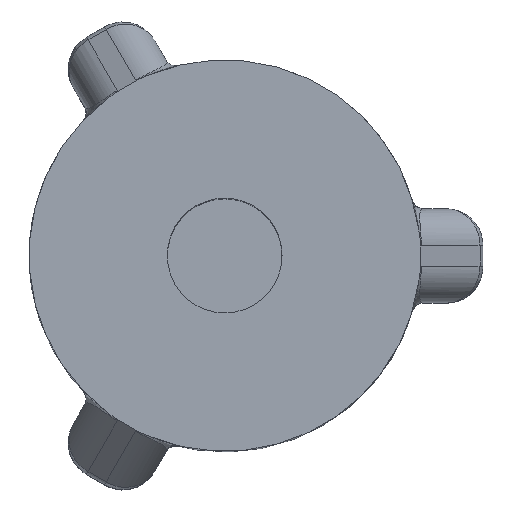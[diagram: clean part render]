
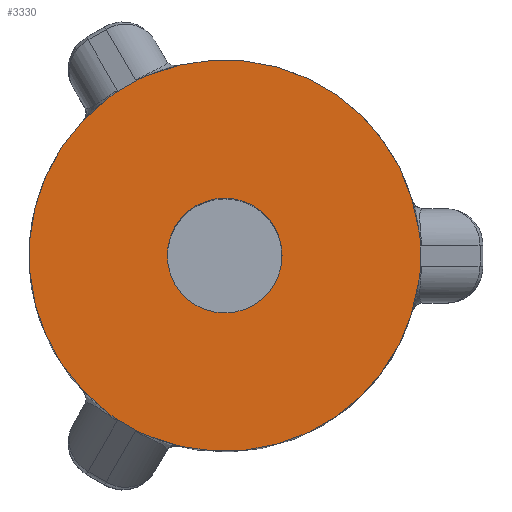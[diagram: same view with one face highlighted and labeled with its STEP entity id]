
A CAD part, top view. The second image highlights one B-rep face of the part: STEP entity #3330.
In plain terms, the highlighted planar face has unit normal (0, 0, 1).
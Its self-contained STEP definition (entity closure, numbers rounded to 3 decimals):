
#3 = LINE ( 'NONE', #289, #3215 ) ;
#21 = B_SPLINE_CURVE_WITH_KNOTS ( 'NONE', 3,
 ( #2131, #1539, #2663, #2358 ),
 .UNSPECIFIED., .F., .F.,
 ( 4, 4 ),
 ( 0., 0. ),
 .UNSPECIFIED. ) ;
#54 = VECTOR ( 'NONE', #1011, 1000. ) ;
#58 = CARTESIAN_POINT ( 'NONE',  ( 3.718, -0.491, 0. ) ) ;
#100 = CARTESIAN_POINT ( 'NONE',  ( -2.284, 2.974, 0. ) ) ;
#123 = CIRCLE ( 'NONE', #2255, 1.1 ) ;
#152 = B_SPLINE_CURVE_WITH_KNOTS ( 'NONE', 3,
 ( #3626, #2437, #999, #391 ),
 .UNSPECIFIED., .F., .F.,
 ( 4, 4 ),
 ( 0., 0. ),
 .UNSPECIFIED. ) ;
#190 = VECTOR ( 'NONE', #3447, 1000. ) ;
#200 = CARTESIAN_POINT ( 'NONE',  ( 3.718, 0.491, 0. ) ) ;
#212 = FACE_OUTER_BOUND ( 'NONE', #2981, .T. ) ;
#215 = AXIS2_PLACEMENT_3D ( 'NONE', #2624, #2056, #916 ) ;
#255 = AXIS2_PLACEMENT_3D ( 'NONE', #1969, #2489, #1936 ) ;
#258 = EDGE_CURVE ( 'NONE', #956, #3417, #341, .T. ) ;
#260 = VERTEX_POINT ( 'NONE', #3254 ) ;
#268 = ORIENTED_EDGE ( 'NONE', *, *, #2316, .T. ) ;
#275 = CARTESIAN_POINT ( 'NONE',  ( -1.434, -3.465, 0. ) ) ;
#289 = CARTESIAN_POINT ( 'NONE',  ( -1.096, 3.698, 0. ) ) ;
#336 = EDGE_CURVE ( 'NONE', #511, #2819, #1153, .T. ) ;
#341 = CIRCLE ( 'NONE', #215, 3.75 ) ;
#391 = CARTESIAN_POINT ( 'NONE',  ( -2.284, 2.974, 0. ) ) ;
#416 = CARTESIAN_POINT ( 'NONE',  ( -1.567, -3.416, 0. ) ) ;
#463 = CARTESIAN_POINT ( 'NONE',  ( 3.75, -0.9, 0. ) ) ;
#511 = VERTEX_POINT ( 'NONE', #2426 ) ;
#524 = EDGE_CURVE ( 'NONE', #3172, #1375, #1860, .T. ) ;
#541 = CARTESIAN_POINT ( 'NONE',  ( -2.654, -2.798, 0. ) ) ;
#629 = DIRECTION ( 'NONE',  ( 0., 0., 1. ) ) ;
#632 = VERTEX_POINT ( 'NONE', #3316 ) ;
#683 = CARTESIAN_POINT ( 'NONE',  ( -1.1, 0., 0. ) ) ;
#686 = EDGE_CURVE ( 'NONE', #1375, #3364, #21, .T. ) ;
#750 = CARTESIAN_POINT ( 'NONE',  ( -1.434, 3.465, 0. ) ) ;
#756 = ORIENTED_EDGE ( 'NONE', *, *, #2052, .T. ) ;
#785 = CARTESIAN_POINT ( 'NONE',  ( -1.567, 3.416, 0. ) ) ;
#897 = CARTESIAN_POINT ( 'NONE',  ( -1.434, 3.465, 0. ) ) ;
#916 = DIRECTION ( 'NONE',  ( 1., 0., 0. ) ) ;
#932 = CARTESIAN_POINT ( 'NONE',  ( 3.727, -0.42, 0. ) ) ;
#956 = VERTEX_POINT ( 'NONE', #1244 ) ;
#994 = LINE ( 'NONE', #463, #54 ) ;
#999 = CARTESIAN_POINT ( 'NONE',  ( -2.228, 3.018, 0. ) ) ;
#1006 = DIRECTION ( 'NONE',  ( 1., 0., 0. ) ) ;
#1011 = DIRECTION ( 'NONE',  ( 0., 1., 0. ) ) ;
#1021 = CARTESIAN_POINT ( 'NONE',  ( -1.632, -3.388, 0. ) ) ;
#1029 = EDGE_CURVE ( 'NONE', #2332, #2535, #123, .T. ) ;
#1064 = FACE_BOUND ( 'NONE', #2940, .T. ) ;
#1080 = EDGE_CURVE ( 'NONE', #2819, #2788, #994, .T. ) ;
#1090 = CARTESIAN_POINT ( 'NONE',  ( -1.632, 3.388, 0. ) ) ;
#1130 = CARTESIAN_POINT ( 'NONE',  ( -1.5, 3.438, 0. ) ) ;
#1149 = B_SPLINE_CURVE_WITH_KNOTS ( 'NONE', 3,
 ( #750, #1130, #785, #1090 ),
 .UNSPECIFIED., .F., .F.,
 ( 4, 4 ),
 ( 0., 0. ),
 .UNSPECIFIED. ) ;
#1153 = B_SPLINE_CURVE_WITH_KNOTS ( 'NONE', 3,
 ( #58, #932, #1750, #1791 ),
 .UNSPECIFIED., .F., .F.,
 ( 4, 4 ),
 ( 0., 0. ),
 .UNSPECIFIED. ) ;
#1190 = DIRECTION ( 'NONE',  ( -0.866, -0.5, 0. ) ) ;
#1244 = CARTESIAN_POINT ( 'NONE',  ( 3.718, 0.491, 0. ) ) ;
#1274 = ORIENTED_EDGE ( 'NONE', *, *, #686, .T. ) ;
#1276 = CARTESIAN_POINT ( 'NONE',  ( 0., 0., 0. ) ) ;
#1370 = CARTESIAN_POINT ( 'NONE',  ( 1.1, 0., 0. ) ) ;
#1375 = VERTEX_POINT ( 'NONE', #3205 ) ;
#1397 = ORIENTED_EDGE ( 'NONE', *, *, #1967, .T. ) ;
#1404 = EDGE_CURVE ( 'NONE', #2535, #2332, #1624, .T. ) ;
#1470 = B_SPLINE_CURVE_WITH_KNOTS ( 'NONE', 3,
 ( #3027, #416, #2420, #2190 ),
 .UNSPECIFIED., .F., .F.,
 ( 4, 4 ),
 ( 0., 0. ),
 .UNSPECIFIED. ) ;
#1523 = B_SPLINE_CURVE_WITH_KNOTS ( 'NONE', 3,
 ( #3429, #2548, #1652, #200 ),
 .UNSPECIFIED., .F., .F.,
 ( 4, 4 ),
 ( 0., 0. ),
 .UNSPECIFIED. ) ;
#1539 = CARTESIAN_POINT ( 'NONE',  ( -2.228, -3.018, 0. ) ) ;
#1552 = CARTESIAN_POINT ( 'NONE',  ( 0., 0., 0. ) ) ;
#1624 = CIRCLE ( 'NONE', #2781, 1.1 ) ;
#1649 = ORIENTED_EDGE ( 'NONE', *, *, #1404, .F. ) ;
#1652 = CARTESIAN_POINT ( 'NONE',  ( 3.727, 0.42, 0. ) ) ;
#1726 = VERTEX_POINT ( 'NONE', #275 ) ;
#1728 = DIRECTION ( 'NONE',  ( 1., 0., 0. ) ) ;
#1750 = CARTESIAN_POINT ( 'NONE',  ( 3.742, -0.351, 0. ) ) ;
#1791 = CARTESIAN_POINT ( 'NONE',  ( 3.75, -0.28, 0. ) ) ;
#1818 = VERTEX_POINT ( 'NONE', #1021 ) ;
#1834 = ORIENTED_EDGE ( 'NONE', *, *, #1923, .T. ) ;
#1860 = CIRCLE ( 'NONE', #2349, 3.75 ) ;
#1901 = ORIENTED_EDGE ( 'NONE', *, *, #258, .T. ) ;
#1914 = CARTESIAN_POINT ( 'NONE',  ( -2.118, -3.107, 0. ) ) ;
#1923 = EDGE_CURVE ( 'NONE', #3364, #1818, #2279, .T. ) ;
#1924 = EDGE_CURVE ( 'NONE', #2788, #956, #1523, .T. ) ;
#1936 = DIRECTION ( 'NONE',  ( 1., 0., 0. ) ) ;
#1967 = EDGE_CURVE ( 'NONE', #3417, #632, #1149, .T. ) ;
#1969 = CARTESIAN_POINT ( 'NONE',  ( 3.75, 0., 0. ) ) ;
#2052 = EDGE_CURVE ( 'NONE', #260, #3172, #152, .T. ) ;
#2056 = DIRECTION ( 'NONE',  ( 0., 0., 1. ) ) ;
#2113 = ORIENTED_EDGE ( 'NONE', *, *, #1029, .F. ) ;
#2131 = CARTESIAN_POINT ( 'NONE',  ( -2.284, -2.974, 0. ) ) ;
#2190 = CARTESIAN_POINT ( 'NONE',  ( -1.434, -3.465, 0. ) ) ;
#2255 = AXIS2_PLACEMENT_3D ( 'NONE', #1552, #2716, #2753 ) ;
#2279 = LINE ( 'NONE', #541, #190 ) ;
#2297 = CIRCLE ( 'NONE', #2543, 3.75 ) ;
#2316 = EDGE_CURVE ( 'NONE', #632, #260, #3, .T. ) ;
#2332 = VERTEX_POINT ( 'NONE', #1370 ) ;
#2349 = AXIS2_PLACEMENT_3D ( 'NONE', #1276, #3635, #1006 ) ;
#2358 = CARTESIAN_POINT ( 'NONE',  ( -2.118, -3.107, 0. ) ) ;
#2420 = CARTESIAN_POINT ( 'NONE',  ( -1.5, -3.438, 0. ) ) ;
#2426 = CARTESIAN_POINT ( 'NONE',  ( 3.718, -0.491, 0. ) ) ;
#2437 = CARTESIAN_POINT ( 'NONE',  ( -2.175, 3.066, 0. ) ) ;
#2462 = EDGE_CURVE ( 'NONE', #1726, #511, #2297, .T. ) ;
#2489 = DIRECTION ( 'NONE',  ( 0., 0., 1. ) ) ;
#2535 = VERTEX_POINT ( 'NONE', #683 ) ;
#2543 = AXIS2_PLACEMENT_3D ( 'NONE', #3222, #629, #1728 ) ;
#2548 = CARTESIAN_POINT ( 'NONE',  ( 3.742, 0.351, 0. ) ) ;
#2624 = CARTESIAN_POINT ( 'NONE',  ( 0., 0., 0. ) ) ;
#2663 = CARTESIAN_POINT ( 'NONE',  ( -2.175, -3.066, 0. ) ) ;
#2716 = DIRECTION ( 'NONE',  ( 0., 0., 1. ) ) ;
#2753 = DIRECTION ( 'NONE',  ( 1., 0., 0. ) ) ;
#2781 = AXIS2_PLACEMENT_3D ( 'NONE', #2992, #3559, #3224 ) ;
#2788 = VERTEX_POINT ( 'NONE', #3219 ) ;
#2819 = VERTEX_POINT ( 'NONE', #2884 ) ;
#2884 = CARTESIAN_POINT ( 'NONE',  ( 3.75, -0.28, 0. ) ) ;
#2940 = EDGE_LOOP ( 'NONE', ( #2113, #1649 ) ) ;
#2943 = EDGE_CURVE ( 'NONE', #1818, #1726, #1470, .T. ) ;
#2966 = ORIENTED_EDGE ( 'NONE', *, *, #2462, .T. ) ;
#2981 = EDGE_LOOP ( 'NONE', ( #3584, #1274, #1834, #3141, #2966, #3221, #3274, #3764, #1901, #1397, #268, #756 ) ) ;
#2992 = CARTESIAN_POINT ( 'NONE',  ( 0., 0., 0. ) ) ;
#3027 = CARTESIAN_POINT ( 'NONE',  ( -1.632, -3.388, 0. ) ) ;
#3141 = ORIENTED_EDGE ( 'NONE', *, *, #2943, .T. ) ;
#3172 = VERTEX_POINT ( 'NONE', #100 ) ;
#3205 = CARTESIAN_POINT ( 'NONE',  ( -2.284, -2.974, 0. ) ) ;
#3215 = VECTOR ( 'NONE', #1190, 1000. ) ;
#3219 = CARTESIAN_POINT ( 'NONE',  ( 3.75, 0.28, 0. ) ) ;
#3221 = ORIENTED_EDGE ( 'NONE', *, *, #336, .T. ) ;
#3222 = CARTESIAN_POINT ( 'NONE',  ( 0., 0., 0. ) ) ;
#3224 = DIRECTION ( 'NONE',  ( 1., 0., 0. ) ) ;
#3254 = CARTESIAN_POINT ( 'NONE',  ( -2.118, 3.107, 0. ) ) ;
#3274 = ORIENTED_EDGE ( 'NONE', *, *, #1080, .T. ) ;
#3316 = CARTESIAN_POINT ( 'NONE',  ( -1.632, 3.388, 0. ) ) ;
#3330 = ADVANCED_FACE ( 'NONE', ( #212, #1064 ), #3696, .T. ) ;
#3364 = VERTEX_POINT ( 'NONE', #1914 ) ;
#3417 = VERTEX_POINT ( 'NONE', #897 ) ;
#3429 = CARTESIAN_POINT ( 'NONE',  ( 3.75, 0.28, 0. ) ) ;
#3447 = DIRECTION ( 'NONE',  ( 0.866, -0.5, 0. ) ) ;
#3559 = DIRECTION ( 'NONE',  ( 0., 0., 1. ) ) ;
#3584 = ORIENTED_EDGE ( 'NONE', *, *, #524, .T. ) ;
#3626 = CARTESIAN_POINT ( 'NONE',  ( -2.118, 3.107, 0. ) ) ;
#3635 = DIRECTION ( 'NONE',  ( 0., 0., 1. ) ) ;
#3696 = PLANE ( 'NONE',  #255 ) ;
#3764 = ORIENTED_EDGE ( 'NONE', *, *, #1924, .T. ) ;
